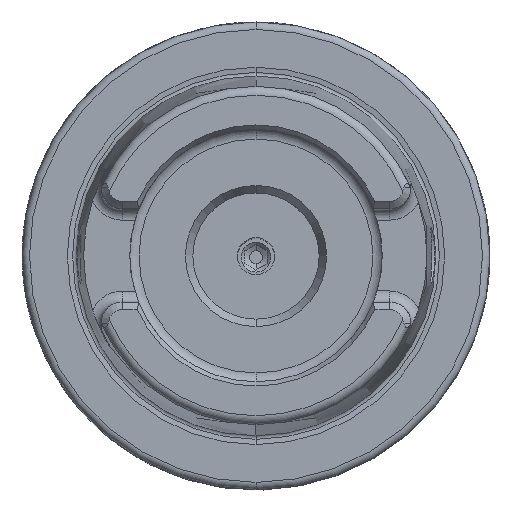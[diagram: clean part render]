
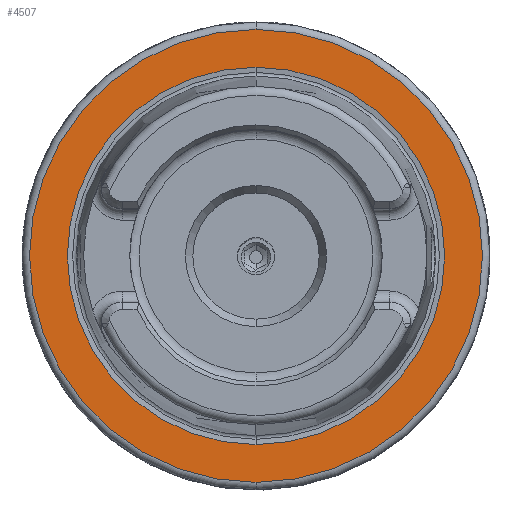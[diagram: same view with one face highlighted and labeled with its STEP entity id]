
A CAD part, top view. The second image highlights one B-rep face of the part: STEP entity #4507.
In plain terms, the highlighted planar face has unit normal (0, 0, 1).
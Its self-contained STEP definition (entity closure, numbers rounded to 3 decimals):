
#1274=CARTESIAN_POINT('',(0,0,26));
#1275=DIRECTION('',(0,0,-1));
#1276=DIRECTION('',(0,1,0));
#1277=AXIS2_PLACEMENT_3D('',#1274,#1275,#1276);
#1287=CARTESIAN_POINT('',(0,0,26));
#1288=DIRECTION('',(0,0,1));
#1289=DIRECTION('',(0,1,0));
#1290=AXIS2_PLACEMENT_3D('',#1287,#1288,#1289);
#1292=CARTESIAN_POINT('',(0,0,26));
#1293=DIRECTION('',(0,0,1));
#1294=DIRECTION('',(0,1,0));
#1295=AXIS2_PLACEMENT_3D('',#1292,#1293,#1294);
#1297=CARTESIAN_POINT('',(0,0,26));
#1298=DIRECTION('',(0,0,1));
#1299=DIRECTION('',(0,-1,0));
#1300=AXIS2_PLACEMENT_3D('',#1297,#1298,#1299);
#2720=CARTESIAN_POINT('',(0,25.409,26));
#2722=VERTEX_POINT('',#2720);
#2756=CARTESIAN_POINT('',(0,-25.409,26));
#2758=VERTEX_POINT('',#2756);
#2822=CARTESIAN_POINT('',(0,30.5,26));
#2823=CARTESIAN_POINT('',(0,-30.5,26));
#2824=VERTEX_POINT('',#2822);
#2825=VERTEX_POINT('',#2823);
#4492=CARTESIAN_POINT('',(0,0,26));
#4493=DIRECTION('',(0,0,-1));
#4494=DIRECTION('',(0,-1,0));
#4495=AXIS2_PLACEMENT_3D('',#4492,#4493,#4494);
#4496=PLANE('',#4495);
#4498=ORIENTED_EDGE('',*,*,#4497,.F.);
#4500=ORIENTED_EDGE('',*,*,#4499,.F.);
#4501=EDGE_LOOP('',(#4498,#4500));
#4502=FACE_OUTER_BOUND('',#4501,.F.);
#4503=ORIENTED_EDGE('',*,*,#4487,.T.);
#4504=ORIENTED_EDGE('',*,*,#4471,.F.);
#4505=EDGE_LOOP('',(#4503,#4504));
#4506=FACE_BOUND('',#4505,.F.);
#4507=ADVANCED_FACE('',(#4502,#4506),#4496,.F.);
#1278=CIRCLE('',#1277,25.409);
#1291=CIRCLE('',#1290,25.409);
#1296=CIRCLE('',#1295,30.5);
#1301=CIRCLE('',#1300,30.5);
#4471=EDGE_CURVE('',#2722,#2758,#1278,.T.);
#4487=EDGE_CURVE('',#2722,#2758,#1291,.T.);
#4497=EDGE_CURVE('',#2824,#2825,#1296,.T.);
#4499=EDGE_CURVE('',#2825,#2824,#1301,.T.);
